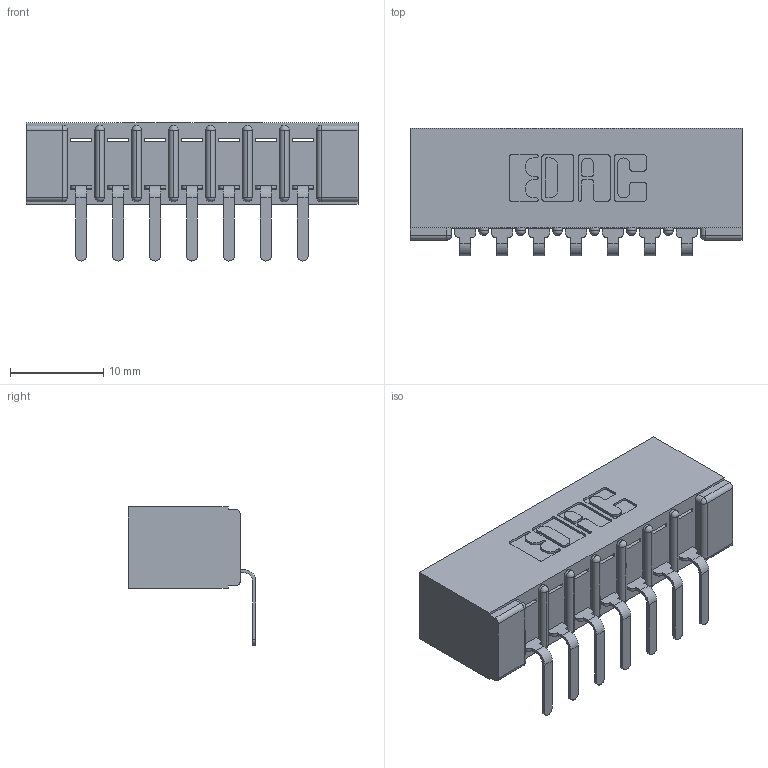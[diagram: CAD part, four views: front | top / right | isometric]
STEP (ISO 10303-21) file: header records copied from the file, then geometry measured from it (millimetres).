
FILE_DESCRIPTION (( 'STEP AP203' ), '1' );
FILE_NAME ('357-007-559-101.STEP', '2022-07-13T00:20:20', ( '' ), ( '' ), 'SwSTEP 2.0', 'SolidWorks 2020', '' );
FILE_SCHEMA (( 'CONFIG_CONTROL_DESIGN' ));
Length unit declared in the file: inch
Products named in the file (3): 357-007-559-101; 307-290-001_558 559 - 1 (Single); 307 Part_No Mounting Lugs
Assembly tree (8 placements, depth 2):
  357-007-559-101
    307 Part_No Mounting Lugs
    307-290-001_558 559 - 1 (Single)  x7
Bounding box: 35.61 x 13.7 x 14.81 mm (x, y, z)
Volume: 2488.2 mm3; surface area: 3624.7 mm2
Topology: 8 solids, 8 shells, 538 faces, 1517 edges, 978 vertices
Faces by surface type: plane 339, cylinder 183, sphere 16
Entity records: 10142 total; most frequent: CARTESIAN_POINT 1696, ORIENTED_EDGE 1682, DIRECTION 1669, EDGE_CURVE 841, VECTOR 631, LINE 631, VERTEX_POINT 546, AXIS2_PLACEMENT_3D 519
